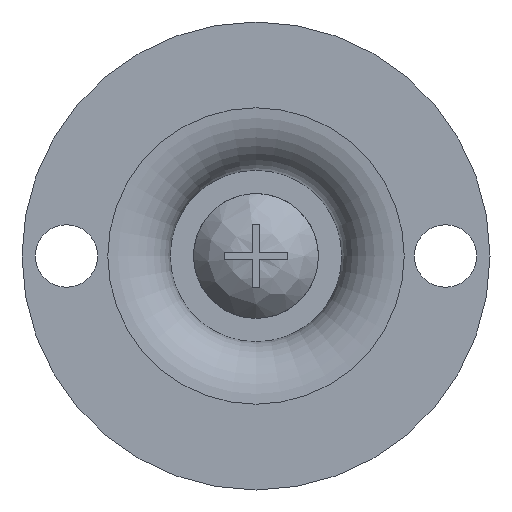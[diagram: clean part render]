
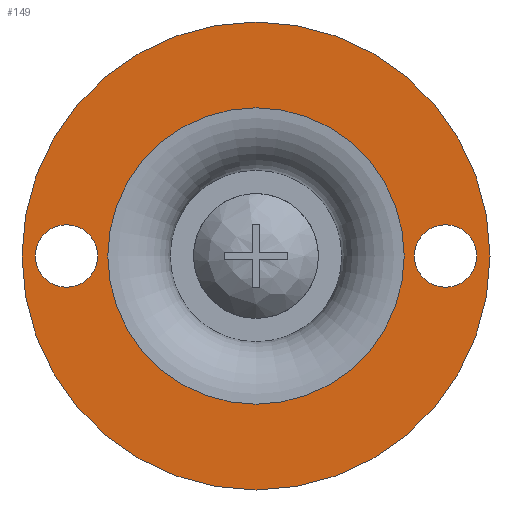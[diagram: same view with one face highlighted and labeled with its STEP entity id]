
A CAD part, front view. The second image highlights one B-rep face of the part: STEP entity #149.
In plain terms, the highlighted planar face has unit normal (0, -1, 0).
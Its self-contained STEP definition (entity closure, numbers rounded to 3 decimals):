
#149 = ADVANCED_FACE( '', ( #313, #314, #315, #316 ), #317, .F. );
#313 = FACE_BOUND( '', #514, .T. );
#314 = FACE_BOUND( '', #515, .T. );
#315 = FACE_OUTER_BOUND( '', #516, .T. );
#316 = FACE_BOUND( '', #517, .T. );
#317 = PLANE( '', #518 );
#514 = EDGE_LOOP( '', ( #852 ) );
#515 = EDGE_LOOP( '', ( #853 ) );
#516 = EDGE_LOOP( '', ( #854 ) );
#517 = EDGE_LOOP( '', ( #855 ) );
#518 = AXIS2_PLACEMENT_3D( '', #856, #857, #858 );
#852 = ORIENTED_EDGE( '', *, *, #982, .F. );
#853 = ORIENTED_EDGE( '', *, *, #1040, .F. );
#854 = ORIENTED_EDGE( '', *, *, #997, .T. );
#855 = ORIENTED_EDGE( '', *, *, #1022, .T. );
#856 = CARTESIAN_POINT( '', ( 15., 0., 0. ) );
#857 = DIRECTION( '', ( 0., 1., 0. ) );
#858 = DIRECTION( '', ( 0., 0., 1. ) );
#982 = EDGE_CURVE( '', #1165, #1165, #1166, .T. );
#997 = EDGE_CURVE( '', #1186, #1186, #1187, .T. );
#1022 = EDGE_CURVE( '', #1220, #1220, #1221, .T. );
#1040 = EDGE_CURVE( '', #1244, #1244, #1245, .F. );
#1165 = VERTEX_POINT( '', #1478 );
#1166 = CIRCLE( '', #1479, 9.5 );
#1186 = VERTEX_POINT( '', #1509 );
#1187 = CIRCLE( '', #1510, 15. );
#1220 = VERTEX_POINT( '', #1577 );
#1221 = CIRCLE( '', #1578, 2. );
#1244 = VERTEX_POINT( '', #1629 );
#1245 = CIRCLE( '', #1630, 2. );
#1478 = CARTESIAN_POINT( '', ( 0., 0., -9.5 ) );
#1479 = AXIS2_PLACEMENT_3D( '', #1714, #1715, #1716 );
#1509 = CARTESIAN_POINT( '', ( 0., 0., -15. ) );
#1510 = AXIS2_PLACEMENT_3D( '', #1730, #1731, #1732 );
#1577 = CARTESIAN_POINT( '', ( -10.15, 0., 0. ) );
#1578 = AXIS2_PLACEMENT_3D( '', #1755, #1756, #1757 );
#1629 = CARTESIAN_POINT( '', ( 12.15, 0., 2. ) );
#1630 = AXIS2_PLACEMENT_3D( '', #1768, #1769, #1770 );
#1714 = CARTESIAN_POINT( '', ( 0., 0., 0. ) );
#1715 = DIRECTION( '', ( 0., -1., 0. ) );
#1716 = DIRECTION( '', ( 0., 0., -1. ) );
#1730 = CARTESIAN_POINT( '', ( 0., 0., 0. ) );
#1731 = DIRECTION( '', ( 0., -1., 0. ) );
#1732 = DIRECTION( '', ( 0., 0., -1. ) );
#1755 = CARTESIAN_POINT( '', ( -12.15, 0., 0. ) );
#1756 = DIRECTION( '', ( 0., 1., 0. ) );
#1757 = DIRECTION( '', ( 1., 0., 0. ) );
#1768 = CARTESIAN_POINT( '', ( 12.15, 0., 0. ) );
#1769 = DIRECTION( '', ( 0., 1., 0. ) );
#1770 = DIRECTION( '', ( 0., 0., 1. ) );
